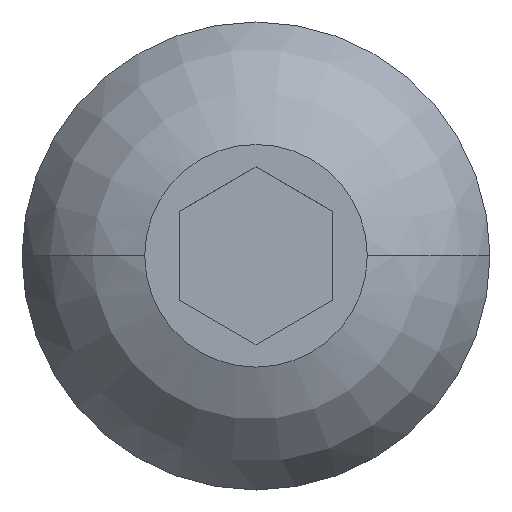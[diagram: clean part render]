
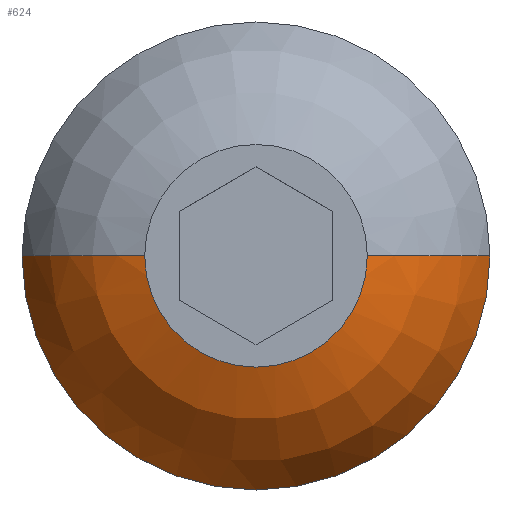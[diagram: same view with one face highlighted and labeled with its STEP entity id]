
A CAD part, top view. The second image highlights one B-rep face of the part: STEP entity #624.
In plain terms, the highlighted toroidal (fillet/blend) face has major radius 1.062 mm and minor radius 2.913 mm.
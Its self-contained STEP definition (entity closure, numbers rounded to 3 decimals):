
#6 = DIRECTION ( 'NONE',  ( -1., 0., 0. ) ) ;
#30 = CARTESIAN_POINT ( 'NONE',  ( 1.808, 0., 2.2 ) ) ;
#41 = CIRCLE ( 'NONE', #223, 2.913 ) ;
#45 = DIRECTION ( 'NONE',  ( 0., 0., -1. ) ) ;
#63 = AXIS2_PLACEMENT_3D ( 'NONE', #406, #45, #532 ) ;
#80 = TOROIDAL_SURFACE ( 'NONE', #63, 1.062, 2.913 ) ;
#81 = DIRECTION ( 'NONE',  ( 0., 1., 0. ) ) ;
#88 = ORIENTED_EDGE ( 'NONE', *, *, #526, .F. ) ;
#114 = ORIENTED_EDGE ( 'NONE', *, *, #119, .F. ) ;
#119 = EDGE_CURVE ( 'NONE', #674, #773, #141, .T. ) ;
#141 = CIRCLE ( 'NONE', #641, 3.8 ) ;
#152 = CARTESIAN_POINT ( 'NONE',  ( 1.062, 0., -0.616 ) ) ;
#159 = DIRECTION ( 'NONE',  ( 0., 0., 1. ) ) ;
#175 = CARTESIAN_POINT ( 'NONE',  ( 3.8, 0., 0.38 ) ) ;
#178 = EDGE_LOOP ( 'NONE', ( #469, #88, #693, #114 ) ) ;
#206 = CARTESIAN_POINT ( 'NONE',  ( -1.808, 0., 2.2 ) ) ;
#210 = AXIS2_PLACEMENT_3D ( 'NONE', #341, #159, #388 ) ;
#223 = AXIS2_PLACEMENT_3D ( 'NONE', #152, #81, #757 ) ;
#234 = DIRECTION ( 'NONE',  ( 0., 0., -1. ) ) ;
#323 = VERTEX_POINT ( 'NONE', #206 ) ;
#341 = CARTESIAN_POINT ( 'NONE',  ( 0., 0., 2.2 ) ) ;
#343 = CIRCLE ( 'NONE', #210, 1.808 ) ;
#355 = CIRCLE ( 'NONE', #368, 2.913 ) ;
#368 = AXIS2_PLACEMENT_3D ( 'NONE', #506, #627, #513 ) ;
#386 = EDGE_CURVE ( 'NONE', #323, #773, #355, .T. ) ;
#388 = DIRECTION ( 'NONE',  ( -1., 0., 0. ) ) ;
#406 = CARTESIAN_POINT ( 'NONE',  ( 0., 0., -0.616 ) ) ;
#469 = ORIENTED_EDGE ( 'NONE', *, *, #677, .F. ) ;
#506 = CARTESIAN_POINT ( 'NONE',  ( -1.062, 0., -0.616 ) ) ;
#513 = DIRECTION ( 'NONE',  ( 0., 0., -1. ) ) ;
#522 = VERTEX_POINT ( 'NONE', #30 ) ;
#526 = EDGE_CURVE ( 'NONE', #323, #522, #343, .T. ) ;
#532 = DIRECTION ( 'NONE',  ( -1., 0., 0. ) ) ;
#543 = CARTESIAN_POINT ( 'NONE',  ( -3.8, 0., 0.38 ) ) ;
#598 = CARTESIAN_POINT ( 'NONE',  ( 0., 0., 0.38 ) ) ;
#624 = ADVANCED_FACE ( 'NONE', ( #666 ), #80, .T. ) ;
#627 = DIRECTION ( 'NONE',  ( 0., -1., 0. ) ) ;
#641 = AXIS2_PLACEMENT_3D ( 'NONE', #598, #234, #6 ) ;
#666 = FACE_OUTER_BOUND ( 'NONE', #178, .T. ) ;
#674 = VERTEX_POINT ( 'NONE', #175 ) ;
#677 = EDGE_CURVE ( 'NONE', #522, #674, #41, .T. ) ;
#693 = ORIENTED_EDGE ( 'NONE', *, *, #386, .T. ) ;
#757 = DIRECTION ( 'NONE',  ( -1., 0., 0. ) ) ;
#773 = VERTEX_POINT ( 'NONE', #543 ) ;
